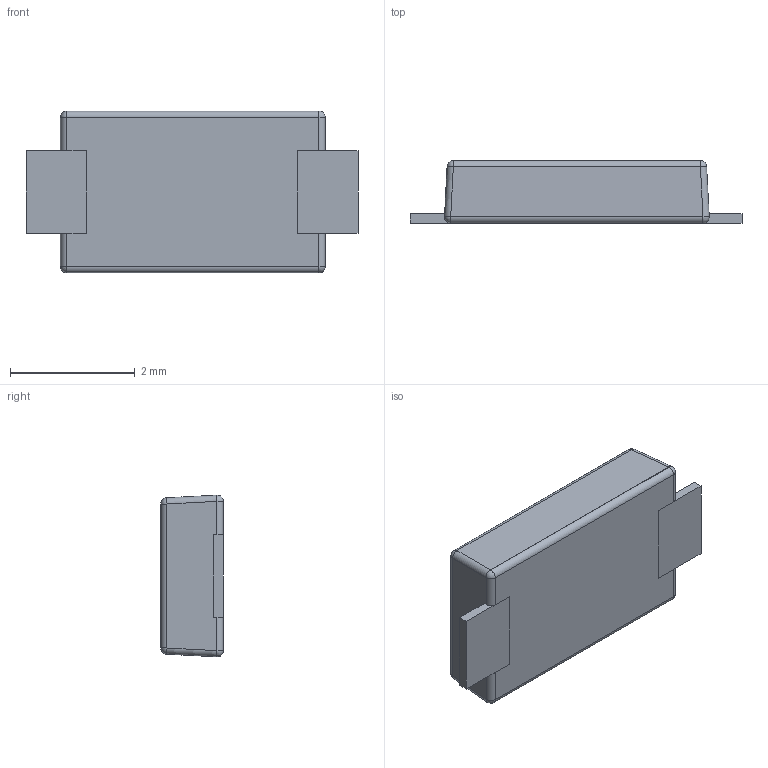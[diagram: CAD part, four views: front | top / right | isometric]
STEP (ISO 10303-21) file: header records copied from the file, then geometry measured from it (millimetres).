
FILE_DESCRIPTION (( 'STEP AP214' ), '1' );
FILE_NAME ('SlimSMA Package.STEP', '2017-12-12T00:47:31', ( 'Vishay' ), ( '' ), 'SwSTEP 2.0', 'SolidWorks 2016', '' );
FILE_SCHEMA (( 'AUTOMOTIVE_DESIGN' ));
Length unit declared in the file: millimetre
Products named in the file (1): SlimSMA Package
Bounding box: 5.32 x 1 x 2.59 mm (x, y, z)
Volume: 10.8 mm3; surface area: 36.9 mm2
Topology: 1 solids, 1 shells, 46 faces, 112 edges, 60 vertices
Faces by surface type: cylinder 20, plane 16, sphere 10
Entity records: 1421 total; most frequent: DIRECTION 240, CARTESIAN_POINT 211, ORIENTED_EDGE 208, EDGE_CURVE 104, AXIS2_PLACEMENT_3D 89, LINE 62, VECTOR 62, VERTEX_POINT 60
